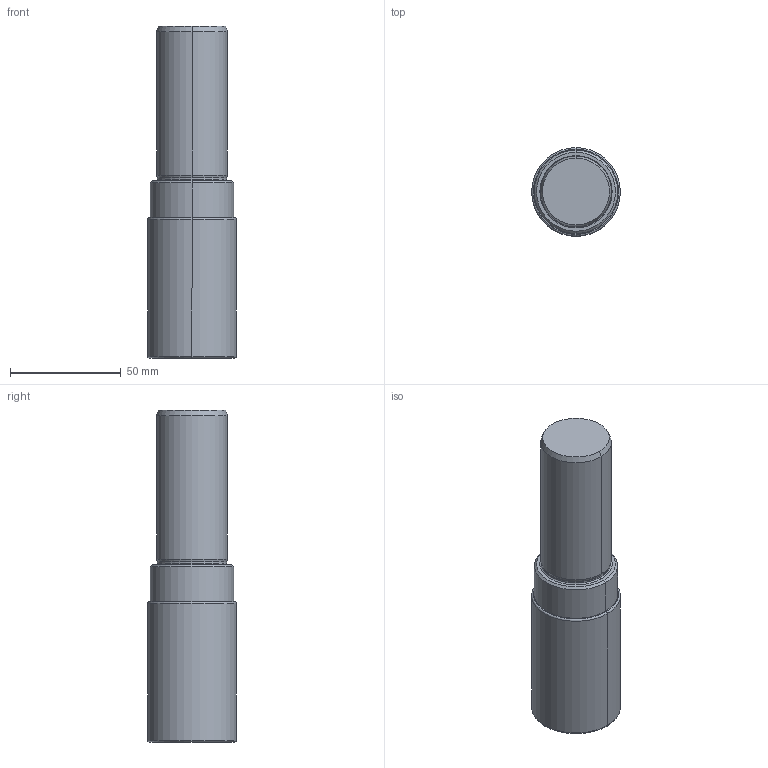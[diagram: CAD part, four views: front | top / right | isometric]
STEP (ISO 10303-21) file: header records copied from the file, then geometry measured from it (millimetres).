
FILE_DESCRIPTION((''),'2;1');
FILE_NAME('DEX','2021-12-07T10:34:52',('bernerhp'),(''),'CREO PARAMETRIC BY PTC INC, 2019030','CREO PARAMETRIC BY PTC INC, 2019030','');
FILE_SCHEMA(('AP242_MANAGED_MODEL_BASED_3D_ENGINEERING_MIM_LF { 1 0 10303 442 1 1 4 }'));
Length unit declared in the file: millimetre
Products named in the file (1): DEX
Bounding box: 40 x 40 x 149.75 mm (x, y, z)
Volume: 153175.2 mm3; surface area: 19310.3 mm2
Topology: 1 solids, 1 shells, 31 faces, 63 edges, 38 vertices
Faces by surface type: cylinder 10, torus 10, cone 6, plane 5
Entity records: 1204 total; most frequent: DIRECTION 184, CARTESIAN_POINT 137, ORIENTED_EDGE 120, AXIS2_PLACEMENT_3D 83, PRESENTATION_STYLE_ASSIGNMENT 72, STYLED_ITEM 67, CURVE_STYLE 66, EDGE_CURVE 60
